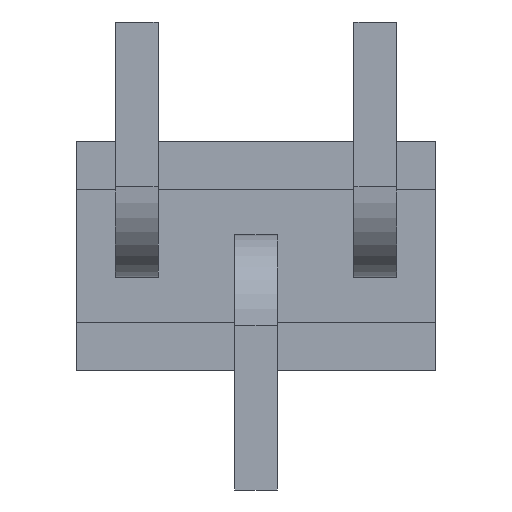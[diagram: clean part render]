
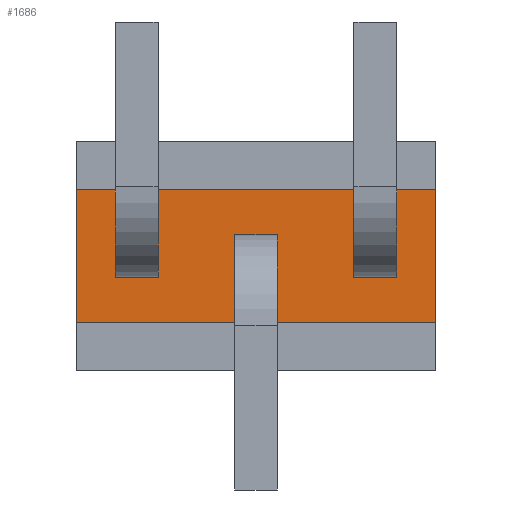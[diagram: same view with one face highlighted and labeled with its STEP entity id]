
A CAD part, front view. The second image highlights one B-rep face of the part: STEP entity #1686.
In plain terms, the highlighted planar face has unit normal (0, -1, 0).
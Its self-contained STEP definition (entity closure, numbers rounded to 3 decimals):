
#7 = DIRECTION ( 'NONE',  ( 0., 0., -1. ) ) ;
#19 = DIRECTION ( 'NONE',  ( 0., 0., 1. ) ) ;
#26 = FACE_OUTER_BOUND ( 'NONE', #2164, .T. ) ;
#50 = DIRECTION ( 'NONE',  ( 0., 0., -1. ) ) ;
#66 = EDGE_CURVE ( 'NONE', #3638, #3017, #1909, .T. ) ;
#76 = EDGE_LOOP ( 'NONE', ( #948, #2698, #2485, #135 ) ) ;
#135 = ORIENTED_EDGE ( 'NONE', *, *, #1506, .T. ) ;
#186 = CARTESIAN_POINT ( 'NONE',  ( -1.905, -1.016, 0.711 ) ) ;
#234 = DIRECTION ( 'NONE',  ( -1., 0., 0. ) ) ;
#249 = CARTESIAN_POINT ( 'NONE',  ( 1.905, -1.016, -0.711 ) ) ;
#268 = CARTESIAN_POINT ( 'NONE',  ( -1.092, -1.016, -0.229 ) ) ;
#305 = DIRECTION ( 'NONE',  ( 1., 0., 0. ) ) ;
#317 = VERTEX_POINT ( 'NONE', #2119 ) ;
#332 = PLANE ( 'NONE',  #1466 ) ;
#363 = CARTESIAN_POINT ( 'NONE',  ( 1.448, -1.016, 0.178 ) ) ;
#393 = VERTEX_POINT ( 'NONE', #878 ) ;
#429 = DIRECTION ( 'NONE',  ( 0., 0., 1. ) ) ;
#436 = CARTESIAN_POINT ( 'NONE',  ( 1.905, -1.016, 0.711 ) ) ;
#440 = EDGE_CURVE ( 'NONE', #1265, #2111, #565, .T. ) ;
#443 = CARTESIAN_POINT ( 'NONE',  ( 1.905, -1.016, 0.711 ) ) ;
#467 = EDGE_CURVE ( 'NONE', #1214, #1598, #2882, .T. ) ;
#502 = DIRECTION ( 'NONE',  ( 1., 0., 0. ) ) ;
#542 = CARTESIAN_POINT ( 'NONE',  ( -0.229, -1.016, 0.178 ) ) ;
#543 = ORIENTED_EDGE ( 'NONE', *, *, #66, .T. ) ;
#557 = LINE ( 'NONE', #1139, #3650 ) ;
#562 = CARTESIAN_POINT ( 'NONE',  ( 1.905, -1.016, -0.711 ) ) ;
#565 = LINE ( 'NONE', #2602, #2980 ) ;
#585 = VECTOR ( 'NONE', #1495, 1000. ) ;
#628 = EDGE_CURVE ( 'NONE', #3017, #1214, #2614, .T. ) ;
#631 = LINE ( 'NONE', #363, #3222 ) ;
#659 = VECTOR ( 'NONE', #234, 1000. ) ;
#683 = ORIENTED_EDGE ( 'NONE', *, *, #467, .T. ) ;
#734 = VECTOR ( 'NONE', #502, 1000. ) ;
#791 = CARTESIAN_POINT ( 'NONE',  ( 0.178, -1.016, -0.229 ) ) ;
#801 = CARTESIAN_POINT ( 'NONE',  ( -0.229, -1.016, -0.229 ) ) ;
#803 = VERTEX_POINT ( 'NONE', #249 ) ;
#860 = DIRECTION ( 'NONE',  ( 0., 1., 0. ) ) ;
#873 = LINE ( 'NONE', #268, #2005 ) ;
#876 = LINE ( 'NONE', #3735, #734 ) ;
#877 = CARTESIAN_POINT ( 'NONE',  ( 1.905, -1.016, 0.711 ) ) ;
#878 = CARTESIAN_POINT ( 'NONE',  ( -1.499, -1.016, -0.229 ) ) ;
#919 = FACE_BOUND ( 'NONE', #76, .T. ) ;
#935 = VERTEX_POINT ( 'NONE', #942 ) ;
#942 = CARTESIAN_POINT ( 'NONE',  ( 1.041, -1.016, 0.178 ) ) ;
#948 = ORIENTED_EDGE ( 'NONE', *, *, #3281, .T. ) ;
#953 = ORIENTED_EDGE ( 'NONE', *, *, #1872, .T. ) ;
#986 = LINE ( 'NONE', #3574, #1883 ) ;
#1024 = CARTESIAN_POINT ( 'NONE',  ( 0.178, -1.016, 0.178 ) ) ;
#1054 = LINE ( 'NONE', #443, #1342 ) ;
#1069 = DIRECTION ( 'NONE',  ( 0., 0., -1. ) ) ;
#1115 = EDGE_CURVE ( 'NONE', #393, #1448, #1848, .T. ) ;
#1139 = CARTESIAN_POINT ( 'NONE',  ( 1.905, -1.016, 0.711 ) ) ;
#1149 = CARTESIAN_POINT ( 'NONE',  ( 0.178, -1.016, 0.178 ) ) ;
#1156 = EDGE_CURVE ( 'NONE', #2029, #2714, #631, .T. ) ;
#1204 = CARTESIAN_POINT ( 'NONE',  ( 1.041, -1.016, -0.229 ) ) ;
#1214 = VERTEX_POINT ( 'NONE', #1024 ) ;
#1242 = VERTEX_POINT ( 'NONE', #3379 ) ;
#1265 = VERTEX_POINT ( 'NONE', #186 ) ;
#1317 = ORIENTED_EDGE ( 'NONE', *, *, #3191, .T. ) ;
#1342 = VECTOR ( 'NONE', #1069, 1000. ) ;
#1402 = ORIENTED_EDGE ( 'NONE', *, *, #440, .T. ) ;
#1448 = VERTEX_POINT ( 'NONE', #2888 ) ;
#1466 = AXIS2_PLACEMENT_3D ( 'NONE', #877, #860, #3511 ) ;
#1489 = LINE ( 'NONE', #1204, #2144 ) ;
#1495 = DIRECTION ( 'NONE',  ( -1., 0., 0. ) ) ;
#1501 = DIRECTION ( 'NONE',  ( -1., 0., 0. ) ) ;
#1506 = EDGE_CURVE ( 'NONE', #2714, #1242, #2409, .T. ) ;
#1532 = EDGE_CURVE ( 'NONE', #317, #2305, #986, .T. ) ;
#1543 = DIRECTION ( 'NONE',  ( 0., 0., -1. ) ) ;
#1578 = VECTOR ( 'NONE', #429, 1000. ) ;
#1598 = VERTEX_POINT ( 'NONE', #2589 ) ;
#1684 = ORIENTED_EDGE ( 'NONE', *, *, #1532, .T. ) ;
#1686 = ADVANCED_FACE ( 'NONE', ( #1813, #2022, #919, #26 ), #332, .F. ) ;
#1813 = FACE_BOUND ( 'NONE', #3548, .T. ) ;
#1829 = CARTESIAN_POINT ( 'NONE',  ( 1.041, -1.016, 0.178 ) ) ;
#1848 = LINE ( 'NONE', #3032, #2440 ) ;
#1850 = ORIENTED_EDGE ( 'NONE', *, *, #1856, .T. ) ;
#1856 = EDGE_CURVE ( 'NONE', #1598, #3638, #1919, .T. ) ;
#1862 = LINE ( 'NONE', #1829, #2390 ) ;
#1872 = EDGE_CURVE ( 'NONE', #2305, #393, #873, .T. ) ;
#1883 = VECTOR ( 'NONE', #50, 1000. ) ;
#1909 = LINE ( 'NONE', #3085, #1578 ) ;
#1919 = LINE ( 'NONE', #791, #3233 ) ;
#1920 = EDGE_CURVE ( 'NONE', #803, #2111, #3203, .T. ) ;
#2005 = VECTOR ( 'NONE', #1501, 1000. ) ;
#2022 = FACE_BOUND ( 'NONE', #3313, .T. ) ;
#2029 = VERTEX_POINT ( 'NONE', #3334 ) ;
#2087 = EDGE_CURVE ( 'NONE', #935, #2029, #1862, .T. ) ;
#2111 = VERTEX_POINT ( 'NONE', #2830 ) ;
#2119 = CARTESIAN_POINT ( 'NONE',  ( -1.092, -1.016, 0.178 ) ) ;
#2144 = VECTOR ( 'NONE', #3583, 1000. ) ;
#2148 = CARTESIAN_POINT ( 'NONE',  ( 1.448, -1.016, -0.229 ) ) ;
#2164 = EDGE_LOOP ( 'NONE', ( #1402, #2775, #3277, #2322 ) ) ;
#2305 = VERTEX_POINT ( 'NONE', #2694 ) ;
#2322 = ORIENTED_EDGE ( 'NONE', *, *, #2474, .T. ) ;
#2390 = VECTOR ( 'NONE', #3000, 1000. ) ;
#2409 = LINE ( 'NONE', #2148, #585 ) ;
#2440 = VECTOR ( 'NONE', #19, 1000. ) ;
#2474 = EDGE_CURVE ( 'NONE', #3674, #1265, #557, .T. ) ;
#2485 = ORIENTED_EDGE ( 'NONE', *, *, #1156, .T. ) ;
#2542 = ORIENTED_EDGE ( 'NONE', *, *, #628, .T. ) ;
#2589 = CARTESIAN_POINT ( 'NONE',  ( 0.178, -1.016, -0.229 ) ) ;
#2602 = CARTESIAN_POINT ( 'NONE',  ( -1.905, -1.016, 0.711 ) ) ;
#2614 = LINE ( 'NONE', #542, #2786 ) ;
#2650 = DIRECTION ( 'NONE',  ( 0., 0., -1. ) ) ;
#2694 = CARTESIAN_POINT ( 'NONE',  ( -1.092, -1.016, -0.229 ) ) ;
#2698 = ORIENTED_EDGE ( 'NONE', *, *, #2087, .T. ) ;
#2714 = VERTEX_POINT ( 'NONE', #3235 ) ;
#2775 = ORIENTED_EDGE ( 'NONE', *, *, #1920, .F. ) ;
#2786 = VECTOR ( 'NONE', #305, 1000. ) ;
#2830 = CARTESIAN_POINT ( 'NONE',  ( -1.905, -1.016, -0.711 ) ) ;
#2882 = LINE ( 'NONE', #1149, #3643 ) ;
#2888 = CARTESIAN_POINT ( 'NONE',  ( -1.499, -1.016, 0.178 ) ) ;
#2897 = EDGE_CURVE ( 'NONE', #3674, #803, #1054, .T. ) ;
#2905 = DIRECTION ( 'NONE',  ( -1., 0., 0. ) ) ;
#2960 = CARTESIAN_POINT ( 'NONE',  ( -0.229, -1.016, 0.178 ) ) ;
#2980 = VECTOR ( 'NONE', #7, 1000. ) ;
#3000 = DIRECTION ( 'NONE',  ( 1., 0., 0. ) ) ;
#3017 = VERTEX_POINT ( 'NONE', #2960 ) ;
#3032 = CARTESIAN_POINT ( 'NONE',  ( -1.499, -1.016, -0.229 ) ) ;
#3085 = CARTESIAN_POINT ( 'NONE',  ( -0.229, -1.016, -0.229 ) ) ;
#3088 = ORIENTED_EDGE ( 'NONE', *, *, #1115, .T. ) ;
#3095 = DIRECTION ( 'NONE',  ( -1., 0., 0. ) ) ;
#3191 = EDGE_CURVE ( 'NONE', #1448, #317, #876, .T. ) ;
#3203 = LINE ( 'NONE', #562, #659 ) ;
#3222 = VECTOR ( 'NONE', #1543, 1000. ) ;
#3233 = VECTOR ( 'NONE', #3095, 1000. ) ;
#3235 = CARTESIAN_POINT ( 'NONE',  ( 1.448, -1.016, -0.229 ) ) ;
#3277 = ORIENTED_EDGE ( 'NONE', *, *, #2897, .F. ) ;
#3281 = EDGE_CURVE ( 'NONE', #1242, #935, #1489, .T. ) ;
#3313 = EDGE_LOOP ( 'NONE', ( #543, #2542, #683, #1850 ) ) ;
#3334 = CARTESIAN_POINT ( 'NONE',  ( 1.448, -1.016, 0.178 ) ) ;
#3379 = CARTESIAN_POINT ( 'NONE',  ( 1.041, -1.016, -0.229 ) ) ;
#3511 = DIRECTION ( 'NONE',  ( 1., 0., 0. ) ) ;
#3548 = EDGE_LOOP ( 'NONE', ( #3088, #1317, #1684, #953 ) ) ;
#3574 = CARTESIAN_POINT ( 'NONE',  ( -1.092, -1.016, 0.178 ) ) ;
#3583 = DIRECTION ( 'NONE',  ( 0., 0., 1. ) ) ;
#3638 = VERTEX_POINT ( 'NONE', #801 ) ;
#3643 = VECTOR ( 'NONE', #2650, 1000. ) ;
#3650 = VECTOR ( 'NONE', #2905, 1000. ) ;
#3674 = VERTEX_POINT ( 'NONE', #436 ) ;
#3735 = CARTESIAN_POINT ( 'NONE',  ( -1.499, -1.016, 0.178 ) ) ;
